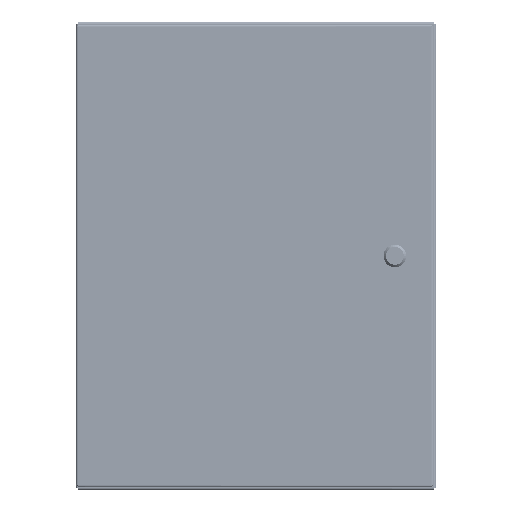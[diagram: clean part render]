
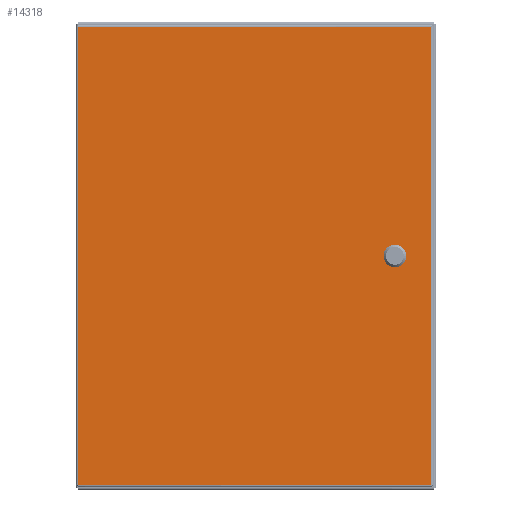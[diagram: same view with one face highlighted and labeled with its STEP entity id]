
A CAD part, top view. The second image highlights one B-rep face of the part: STEP entity #14318.
In plain terms, the highlighted planar face has unit normal (0, 0, 1).
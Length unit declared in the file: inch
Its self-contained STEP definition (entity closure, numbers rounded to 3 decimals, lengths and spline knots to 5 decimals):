
#828=PLANE('',#15489);
#1590=LINE('',#28367,#2687);
#1596=LINE('',#28449,#2693);
#1611=LINE('',#28549,#2708);
#1626=LINE('',#28648,#2723);
#1639=LINE('',#28739,#2736);
#1640=LINE('',#28743,#2737);
#1641=LINE('',#28747,#2738);
#1642=LINE('',#28750,#2739);
#2687=VECTOR('',#18189,22.2895);
#2693=VECTOR('',#18201,17.1645);
#2708=VECTOR('',#18230,17.1645);
#2723=VECTOR('',#18259,22.2895);
#2736=VECTOR('',#18288,0.42712);
#2737=VECTOR('',#18291,0.42712);
#2738=VECTOR('',#18294,0.42712);
#2739=VECTOR('',#18297,0.42712);
#3466=FACE_BOUND('',#5103,.T.);
#4034=FACE_OUTER_BOUND('',#5102,.T.);
#5102=EDGE_LOOP('',(#11378,#11379,#11380,#11381));
#5103=EDGE_LOOP('',(#11382,#11383,#11384,#11385,#11386,#11387,#11388,#11389));
#5838=CIRCLE('',#15490,0.453);
#5839=CIRCLE('',#15491,0.453);
#5840=CIRCLE('',#15492,0.453);
#5841=CIRCLE('',#15493,0.453);
#6750=VERTEX_POINT('',#28358);
#6751=VERTEX_POINT('',#28366);
#6756=VERTEX_POINT('',#28441);
#6766=VERTEX_POINT('',#28548);
#6782=VERTEX_POINT('',#28735);
#6783=VERTEX_POINT('',#28736);
#6784=VERTEX_POINT('',#28738);
#6785=VERTEX_POINT('',#28740);
#6786=VERTEX_POINT('',#28742);
#6787=VERTEX_POINT('',#28744);
#6788=VERTEX_POINT('',#28746);
#6789=VERTEX_POINT('',#28748);
#8348=EDGE_CURVE('',#6751,#6750,#1590,.T.);
#8358=EDGE_CURVE('',#6750,#6756,#1596,.T.);
#8377=EDGE_CURVE('',#6766,#6751,#1611,.T.);
#8396=EDGE_CURVE('',#6756,#6766,#1626,.T.);
#8412=EDGE_CURVE('',#6782,#6783,#5838,.T.);
#8413=EDGE_CURVE('',#6783,#6784,#1639,.T.);
#8414=EDGE_CURVE('',#6784,#6785,#5839,.T.);
#8415=EDGE_CURVE('',#6785,#6786,#1640,.T.);
#8416=EDGE_CURVE('',#6786,#6787,#5840,.T.);
#8417=EDGE_CURVE('',#6787,#6788,#1641,.T.);
#8418=EDGE_CURVE('',#6788,#6789,#5841,.T.);
#8419=EDGE_CURVE('',#6789,#6782,#1642,.T.);
#11378=ORIENTED_EDGE('',*,*,#8348,.T.);
#11379=ORIENTED_EDGE('',*,*,#8358,.T.);
#11380=ORIENTED_EDGE('',*,*,#8396,.T.);
#11381=ORIENTED_EDGE('',*,*,#8377,.T.);
#11382=ORIENTED_EDGE('',*,*,#8412,.T.);
#11383=ORIENTED_EDGE('',*,*,#8413,.T.);
#11384=ORIENTED_EDGE('',*,*,#8414,.T.);
#11385=ORIENTED_EDGE('',*,*,#8415,.T.);
#11386=ORIENTED_EDGE('',*,*,#8416,.T.);
#11387=ORIENTED_EDGE('',*,*,#8417,.T.);
#11388=ORIENTED_EDGE('',*,*,#8418,.T.);
#11389=ORIENTED_EDGE('',*,*,#8419,.T.);
#14318=ADVANCED_FACE('',(#4034,#3466),#828,.T.);
#15489=AXIS2_PLACEMENT_3D('',#28734,#18284,#18285);
#15490=AXIS2_PLACEMENT_3D('',#28737,#18286,#18287);
#15491=AXIS2_PLACEMENT_3D('',#28741,#18289,#18290);
#15492=AXIS2_PLACEMENT_3D('',#28745,#18292,#18293);
#15493=AXIS2_PLACEMENT_3D('',#28749,#18295,#18296);
#18189=DIRECTION('',(0.,-1.,0.));
#18201=DIRECTION('',(1.,0.,0.));
#18230=DIRECTION('',(-1.,0.,0.));
#18259=DIRECTION('',(0.,1.,0.));
#18284=DIRECTION('center_axis',(0.,0.,1.));
#18285=DIRECTION('ref_axis',(1.,0.,0.));
#18286=DIRECTION('center_axis',(0.,0.,-1.));
#18287=DIRECTION('ref_axis',(0.882,0.471,0.));
#18288=DIRECTION('',(0.,-1.,0.));
#18289=DIRECTION('center_axis',(0.,0.,-1.));
#18290=DIRECTION('ref_axis',(0.471,-0.882,0.));
#18291=DIRECTION('',(-1.,0.,0.));
#18292=DIRECTION('center_axis',(0.,0.,-1.));
#18293=DIRECTION('ref_axis',(-0.882,-0.471,0.));
#18294=DIRECTION('',(0.,1.,0.));
#18295=DIRECTION('center_axis',(0.,0.,-1.));
#18296=DIRECTION('ref_axis',(-0.471,0.882,0.));
#18297=DIRECTION('',(1.,0.,0.));
#28358=CARTESIAN_POINT('',(0.10525,-22.39475,0.074));
#28366=CARTESIAN_POINT('',(0.10525,-0.10525,0.074));
#28367=CARTESIAN_POINT('',(0.10525,-5.67763,0.074));
#28441=CARTESIAN_POINT('',(17.26975,-22.39475,0.074));
#28449=CARTESIAN_POINT('',(4.39638,-22.39475,0.074));
#28548=CARTESIAN_POINT('',(17.26975,-0.10525,0.074));
#28549=CARTESIAN_POINT('',(12.97863,-0.10525,0.074));
#28648=CARTESIAN_POINT('',(17.26975,-16.82238,0.074));
#28734=CARTESIAN_POINT('Origin',(8.6875,-11.25,0.074));
#28735=CARTESIAN_POINT('',(15.71362,-10.8505,0.074));
#28736=CARTESIAN_POINT('',(15.8995,-11.03644,0.074));
#28737=CARTESIAN_POINT('Origin',(15.49998,-11.24995,0.074));
#28738=CARTESIAN_POINT('',(15.8995,-11.46356,0.074));
#28739=CARTESIAN_POINT('',(15.8995,-11.35678,0.074));
#28740=CARTESIAN_POINT('',(15.71356,-11.6495,0.074));
#28741=CARTESIAN_POINT('Origin',(15.5,-11.25,0.074));
#28742=CARTESIAN_POINT('',(15.28644,-11.6495,0.074));
#28743=CARTESIAN_POINT('',(11.98697,-11.6495,0.074));
#28744=CARTESIAN_POINT('',(15.1005,-11.46356,0.074));
#28745=CARTESIAN_POINT('Origin',(15.5,-11.25,0.074));
#28746=CARTESIAN_POINT('',(15.1005,-11.03644,0.074));
#28747=CARTESIAN_POINT('',(15.1005,-11.14322,0.074));
#28748=CARTESIAN_POINT('',(15.2865,-10.8505,0.074));
#28749=CARTESIAN_POINT('Origin',(15.49998,-11.25005,0.074));
#28750=CARTESIAN_POINT('',(12.20056,-10.8505,0.074));
